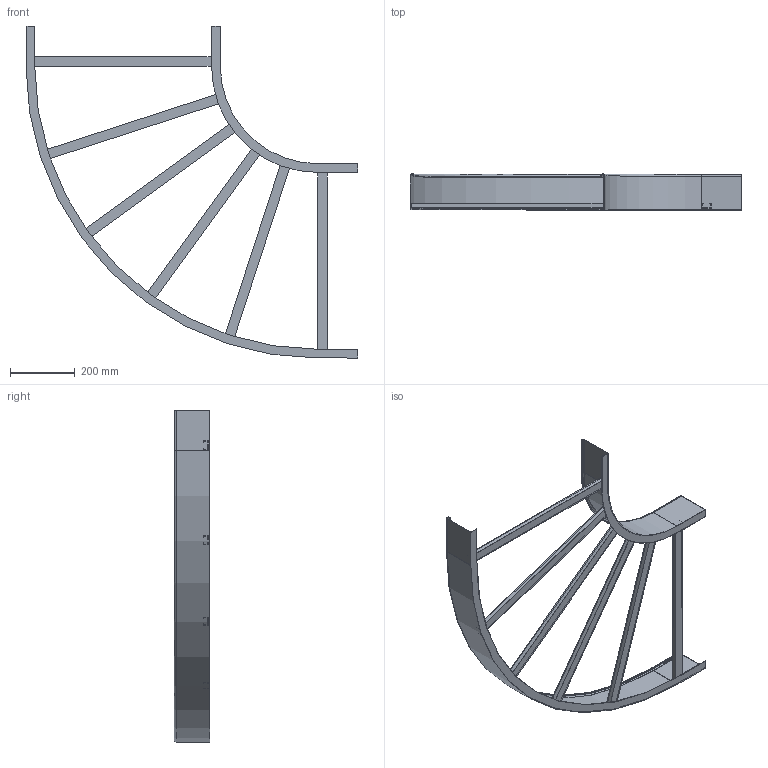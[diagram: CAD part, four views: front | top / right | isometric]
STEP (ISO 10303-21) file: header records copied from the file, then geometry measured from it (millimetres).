
FILE_DESCRIPTION (( 'STEP AP214' ), '1' );
FILE_NAME ('6225182.stp', '2017-03-22T13:35:38', ( '' ), ( '' ), 'SwSTEP 2.0', 'SolidWorks 2016', '' );
FILE_SCHEMA (( 'AUTOMOTIVE_DESIGN' ));
Length unit declared in the file: millimetre
Products named in the file (4): 082108_L593; 087828_Auáenholm 110xR900; 087827_Innenholm 110xR300; 6225182
Assembly tree (8 placements, depth 2):
  6225182
    087827_Innenholm 110xR300
    087828_Auáenholm 110xR900
    082108_L593  x6
Bounding box: 1025 x 110 x 1025 mm (x, y, z)
Volume: 1166313.9 mm3; surface area: 1192803.4 mm2
Topology: 8 solids, 8 shells, 252 faces, 668 edges, 432 vertices
Faces by surface type: plane 230, cylinder 18, torus 4
Entity records: 3102 total; most frequent: CARTESIAN_POINT 513, DIRECTION 510, ORIENTED_EDGE 496, EDGE_CURVE 248, LINE 212, VECTOR 212, VERTEX_POINT 152, AXIS2_PLACEMENT_3D 149
